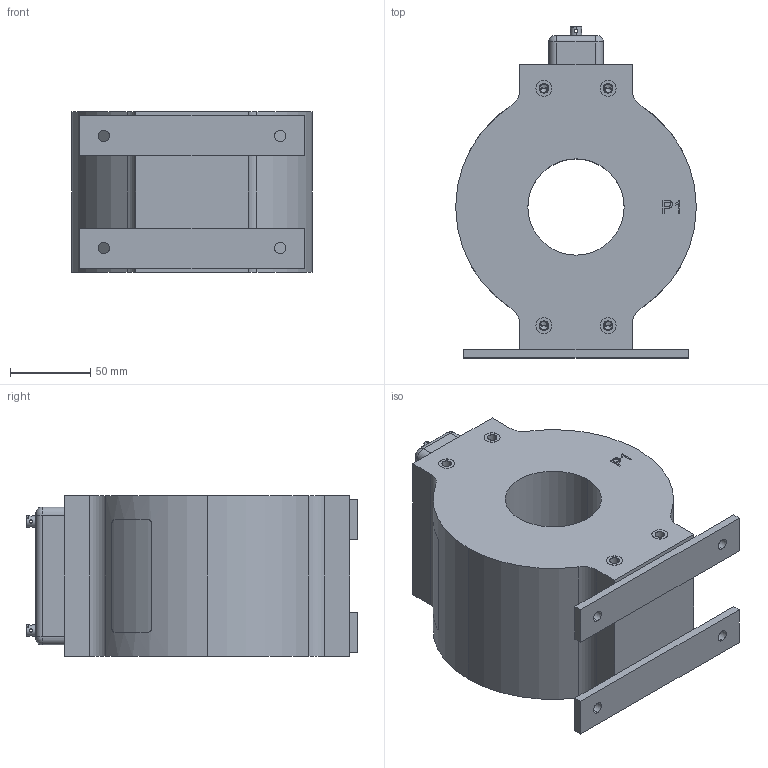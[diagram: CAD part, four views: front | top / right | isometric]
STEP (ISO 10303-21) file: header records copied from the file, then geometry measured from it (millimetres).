
FILE_DESCRIPTION (( 'STEP AP203' ), '1' );
FILE_NAME ('CTH.xxx.150.zzz - orizontal_defeature.STEP', '2020-05-18T08:45:04', ( '' ), ( '' ), 'SwSTEP 2.0', 'SolidWorks 2018', '' );
FILE_SCHEMA (( 'CONFIG_CONTROL_DESIGN' ));
Length unit declared in the file: millimetre
Products named in the file (1): CTH.xxx.150.zzz - orizontal_defeature
Bounding box: 150 x 206.89 x 100.2 mm (x, y, z)
Volume: 1807326.7 mm3; surface area: 123841.4 mm2
Topology: 1 solids, 1 shells, 194 faces, 505 edges, 320 vertices
Faces by surface type: cylinder 79, plane 74, bspline 29, cone 8, torus 4
Entity records: 7494 total; most frequent: CARTESIAN_POINT 2845, ORIENTED_EDGE 994, DIRECTION 865, EDGE_CURVE 497, VERTEX_POINT 320, AXIS2_PLACEMENT_3D 296, LINE 273, VECTOR 273
